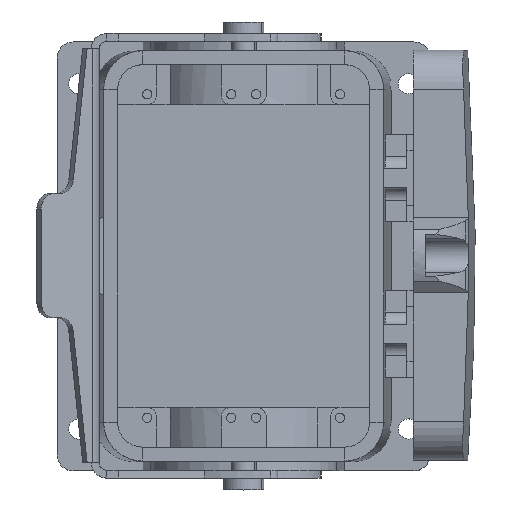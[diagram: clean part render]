
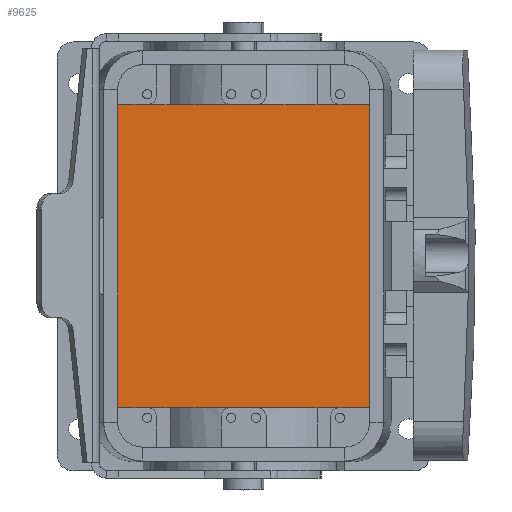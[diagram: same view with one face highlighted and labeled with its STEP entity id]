
A CAD part, top view. The second image highlights one B-rep face of the part: STEP entity #9625.
In plain terms, the highlighted planar face has unit normal (0, 0, 1).
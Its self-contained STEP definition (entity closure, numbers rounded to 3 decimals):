
#9612=AXIS2_PLACEMENT_3D('Plane Axis2P3D',#9609,#9610,#9611) ;
#98=CARTESIAN_POINT('Vertex',(26.,124.,5.5)) ;
#101=CARTESIAN_POINT('Line Origine',(66.5,124.,5.5)) ;
#105=CARTESIAN_POINT('Vertex',(107.,124.,5.5)) ;
#302=CARTESIAN_POINT('Vertex',(26.,26.5,5.5)) ;
#305=CARTESIAN_POINT('Line Origine',(26.,75.25,5.5)) ;
#623=CARTESIAN_POINT('Vertex',(107.,26.5,5.5)) ;
#626=CARTESIAN_POINT('Line Origine',(66.5,26.5,5.5)) ;
#9609=CARTESIAN_POINT('Axis2P3D Location',(66.5,75.25,5.5)) ;
#9614=CARTESIAN_POINT('Line Origine',(107.,75.25,5.5)) ;
#102=DIRECTION('Vector Direction',(1.,0.,0.)) ;
#306=DIRECTION('Vector Direction',(0.,1.,0.)) ;
#627=DIRECTION('Vector Direction',(1.,0.,0.)) ;
#9610=DIRECTION('Axis2P3D Direction',(0.,-0.,1.)) ;
#9611=DIRECTION('Axis2P3D XDirection',(0.,1.,0.)) ;
#9615=DIRECTION('Vector Direction',(0.,-1.,0.)) ;
#103=VECTOR('Line Direction',#102,1.) ;
#307=VECTOR('Line Direction',#306,1.) ;
#628=VECTOR('Line Direction',#627,1.) ;
#9616=VECTOR('Line Direction',#9615,1.) ;
#9620=ORIENTED_EDGE('',*,*,#107,.T.) ;
#9621=ORIENTED_EDGE('',*,*,#309,.T.) ;
#9622=ORIENTED_EDGE('',*,*,#630,.F.) ;
#9623=ORIENTED_EDGE('',*,*,#9618,.T.) ;
#9625=ADVANCED_FACE('Brep With Voids',(#9624),#9613,.T.) ;
#107=EDGE_CURVE('',#106,#99,#104,.F.) ;
#309=EDGE_CURVE('',#99,#303,#308,.F.) ;
#630=EDGE_CURVE('',#624,#303,#629,.F.) ;
#9618=EDGE_CURVE('',#624,#106,#9617,.F.) ;
#9619=EDGE_LOOP('',(#9620,#9621,#9622,#9623)) ;
#9624=FACE_OUTER_BOUND('',#9619,.T.) ;
#104=LINE('Line',#101,#103) ;
#308=LINE('Line',#305,#307) ;
#629=LINE('Line',#626,#628) ;
#9617=LINE('Line',#9614,#9616) ;
#9613=PLANE('',#9612) ;
#99=VERTEX_POINT('',#98) ;
#106=VERTEX_POINT('',#105) ;
#303=VERTEX_POINT('',#302) ;
#624=VERTEX_POINT('',#623) ;
